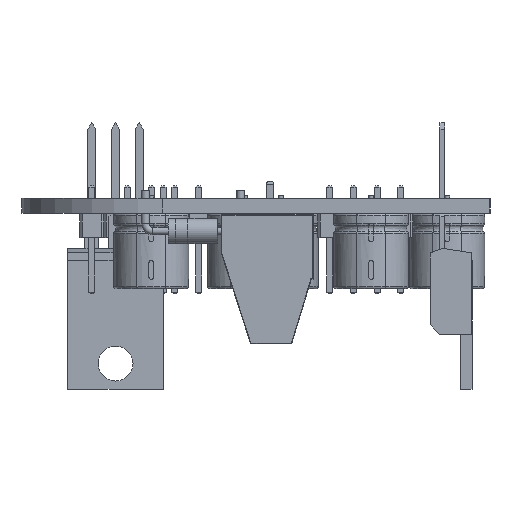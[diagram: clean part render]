
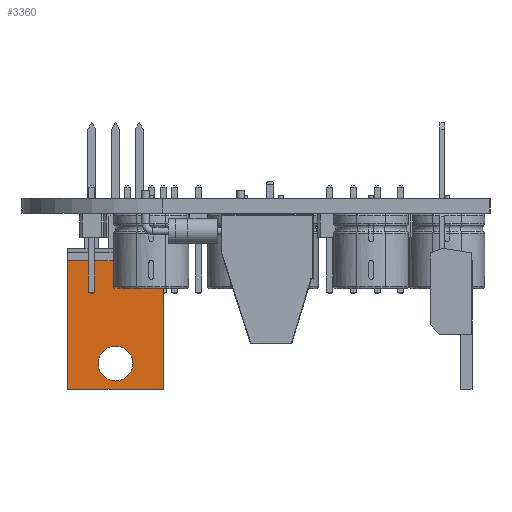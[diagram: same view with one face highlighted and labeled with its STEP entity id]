
A CAD part, left-side view. The second image highlights one B-rep face of the part: STEP entity #3360.
In plain terms, the highlighted face is planar.
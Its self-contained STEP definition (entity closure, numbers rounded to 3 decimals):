
#840 = PLANE('',#841);
#841 = AXIS2_PLACEMENT_3D('',#842,#843,#844);
#842 = CARTESIAN_POINT('',(7.655,3.16,5.));
#843 = DIRECTION('',(1.,0.,0.));
#844 = DIRECTION('',(0.,-1.,0.));
#896 = PLANE('',#897);
#897 = AXIS2_PLACEMENT_3D('',#898,#899,#900);
#898 = CARTESIAN_POINT('',(-2.575,1.89,5.));
#899 = DIRECTION('',(-1.,0.,0.));
#900 = DIRECTION('',(0.,1.,0.));
#973 = PLANE('',#974);
#974 = AXIS2_PLACEMENT_3D('',#975,#976,#977);
#975 = CARTESIAN_POINT('',(-2.575,3.16,5.));
#976 = DIRECTION('',(0.,0.,1.));
#977 = DIRECTION('',(1.,0.,-0.));
#2030 = VERTEX_POINT('',#2031);
#2031 = CARTESIAN_POINT('',(-2.575,3.16,18.775));
#2045 = PLANE('',#2046);
#2046 = AXIS2_PLACEMENT_3D('',#2047,#2048,#2049);
#2047 = CARTESIAN_POINT('',(-2.575,3.16,18.775));
#2048 = DIRECTION('',(0.,0.,1.));
#2049 = DIRECTION('',(1.,0.,-0.));
#2057 = EDGE_CURVE('',#2058,#2030,#2060,.T.);
#2058 = VERTEX_POINT('',#2059);
#2059 = CARTESIAN_POINT('',(-2.575,3.16,5.));
#2060 = SURFACE_CURVE('',#2061,(#2065,#2072),.PCURVE_S1.);
#2061 = LINE('',#2062,#2063);
#2062 = CARTESIAN_POINT('',(-2.575,3.16,5.));
#2063 = VECTOR('',#2064,1.);
#2064 = DIRECTION('',(0.,0.,1.));
#2065 = PCURVE('',#896,#2066);
#2066 = DEFINITIONAL_REPRESENTATION('',(#2067),#2071);
#2067 = LINE('',#2068,#2069);
#2068 = CARTESIAN_POINT('',(1.27,0.));
#2069 = VECTOR('',#2070,1.);
#2070 = DIRECTION('',(0.,-1.));
#2071 = ( GEOMETRIC_REPRESENTATION_CONTEXT(2) 
PARAMETRIC_REPRESENTATION_CONTEXT() REPRESENTATION_CONTEXT('2D SPACE',''
  ) );
#2072 = PCURVE('',#2073,#2078);
#2073 = PLANE('',#2074);
#2074 = AXIS2_PLACEMENT_3D('',#2075,#2076,#2077);
#2075 = CARTESIAN_POINT('',(-2.575,3.16,5.));
#2076 = DIRECTION('',(0.,1.,0.));
#2077 = DIRECTION('',(1.,0.,0.));
#2078 = DEFINITIONAL_REPRESENTATION('',(#2079),#2083);
#2079 = LINE('',#2080,#2081);
#2080 = CARTESIAN_POINT('',(0.,0.));
#2081 = VECTOR('',#2082,1.);
#2082 = DIRECTION('',(0.,-1.));
#2083 = ( GEOMETRIC_REPRESENTATION_CONTEXT(2) 
PARAMETRIC_REPRESENTATION_CONTEXT() REPRESENTATION_CONTEXT('2D SPACE',''
  ) );
#2175 = CYLINDRICAL_SURFACE('',#2176,1.868);
#2176 = AXIS2_PLACEMENT_3D('',#2177,#2178,#2179);
#2177 = CARTESIAN_POINT('',(2.54,1.89,16.005));
#2178 = DIRECTION('',(0.,-1.,0.));
#2179 = DIRECTION('',(1.,0.,0.));
#2191 = VERTEX_POINT('',#2192);
#2192 = CARTESIAN_POINT('',(7.655,3.16,5.));
#2213 = EDGE_CURVE('',#2191,#2214,#2216,.T.);
#2214 = VERTEX_POINT('',#2215);
#2215 = CARTESIAN_POINT('',(7.655,3.16,18.775));
#2216 = SURFACE_CURVE('',#2217,(#2221,#2228),.PCURVE_S1.);
#2217 = LINE('',#2218,#2219);
#2218 = CARTESIAN_POINT('',(7.655,3.16,5.));
#2219 = VECTOR('',#2220,1.);
#2220 = DIRECTION('',(0.,0.,1.));
#2221 = PCURVE('',#840,#2222);
#2222 = DEFINITIONAL_REPRESENTATION('',(#2223),#2227);
#2223 = LINE('',#2224,#2225);
#2224 = CARTESIAN_POINT('',(0.,0.));
#2225 = VECTOR('',#2226,1.);
#2226 = DIRECTION('',(0.,-1.));
#2227 = ( GEOMETRIC_REPRESENTATION_CONTEXT(2) 
PARAMETRIC_REPRESENTATION_CONTEXT() REPRESENTATION_CONTEXT('2D SPACE',''
  ) );
#2228 = PCURVE('',#2073,#2229);
#2229 = DEFINITIONAL_REPRESENTATION('',(#2230),#2234);
#2230 = LINE('',#2231,#2232);
#2231 = CARTESIAN_POINT('',(10.23,0.));
#2232 = VECTOR('',#2233,1.);
#2233 = DIRECTION('',(0.,-1.));
#2234 = ( GEOMETRIC_REPRESENTATION_CONTEXT(2) 
PARAMETRIC_REPRESENTATION_CONTEXT() REPRESENTATION_CONTEXT('2D SPACE',''
  ) );
#2263 = EDGE_CURVE('',#2058,#2191,#2264,.T.);
#2264 = SURFACE_CURVE('',#2265,(#2269,#2276),.PCURVE_S1.);
#2265 = LINE('',#2266,#2267);
#2266 = CARTESIAN_POINT('',(-2.575,3.16,5.));
#2267 = VECTOR('',#2268,1.);
#2268 = DIRECTION('',(1.,0.,0.));
#2269 = PCURVE('',#973,#2270);
#2270 = DEFINITIONAL_REPRESENTATION('',(#2271),#2275);
#2271 = LINE('',#2272,#2273);
#2272 = CARTESIAN_POINT('',(0.,0.));
#2273 = VECTOR('',#2274,1.);
#2274 = DIRECTION('',(1.,0.));
#2275 = ( GEOMETRIC_REPRESENTATION_CONTEXT(2) 
PARAMETRIC_REPRESENTATION_CONTEXT() REPRESENTATION_CONTEXT('2D SPACE',''
  ) );
#2276 = PCURVE('',#2073,#2277);
#2277 = DEFINITIONAL_REPRESENTATION('',(#2278),#2282);
#2278 = LINE('',#2279,#2280);
#2279 = CARTESIAN_POINT('',(0.,0.));
#2280 = VECTOR('',#2281,1.);
#2281 = DIRECTION('',(1.,0.));
#2282 = ( GEOMETRIC_REPRESENTATION_CONTEXT(2) 
PARAMETRIC_REPRESENTATION_CONTEXT() REPRESENTATION_CONTEXT('2D SPACE',''
  ) );
#3360 = ADVANCED_FACE('',(#3361,#3387),#2073,.T.);
#3361 = FACE_BOUND('',#3362,.T.);
#3362 = EDGE_LOOP('',(#3363,#3364,#3385,#3386));
#3363 = ORIENTED_EDGE('',*,*,#2057,.T.);
#3364 = ORIENTED_EDGE('',*,*,#3365,.T.);
#3365 = EDGE_CURVE('',#2030,#2214,#3366,.T.);
#3366 = SURFACE_CURVE('',#3367,(#3371,#3378),.PCURVE_S1.);
#3367 = LINE('',#3368,#3369);
#3368 = CARTESIAN_POINT('',(-2.575,3.16,18.775));
#3369 = VECTOR('',#3370,1.);
#3370 = DIRECTION('',(1.,0.,0.));
#3371 = PCURVE('',#2073,#3372);
#3372 = DEFINITIONAL_REPRESENTATION('',(#3373),#3377);
#3373 = LINE('',#3374,#3375);
#3374 = CARTESIAN_POINT('',(0.,-13.775));
#3375 = VECTOR('',#3376,1.);
#3376 = DIRECTION('',(1.,0.));
#3377 = ( GEOMETRIC_REPRESENTATION_CONTEXT(2) 
PARAMETRIC_REPRESENTATION_CONTEXT() REPRESENTATION_CONTEXT('2D SPACE',''
  ) );
#3378 = PCURVE('',#2045,#3379);
#3379 = DEFINITIONAL_REPRESENTATION('',(#3380),#3384);
#3380 = LINE('',#3381,#3382);
#3381 = CARTESIAN_POINT('',(0.,0.));
#3382 = VECTOR('',#3383,1.);
#3383 = DIRECTION('',(1.,0.));
#3384 = ( GEOMETRIC_REPRESENTATION_CONTEXT(2) 
PARAMETRIC_REPRESENTATION_CONTEXT() REPRESENTATION_CONTEXT('2D SPACE',''
  ) );
#3385 = ORIENTED_EDGE('',*,*,#2213,.F.);
#3386 = ORIENTED_EDGE('',*,*,#2263,.F.);
#3387 = FACE_BOUND('',#3388,.T.);
#3388 = EDGE_LOOP('',(#3389));
#3389 = ORIENTED_EDGE('',*,*,#3390,.T.);
#3390 = EDGE_CURVE('',#3391,#3391,#3393,.T.);
#3391 = VERTEX_POINT('',#3392);
#3392 = CARTESIAN_POINT('',(4.408,3.16,16.005));
#3393 = SURFACE_CURVE('',#3394,(#3399,#3410),.PCURVE_S1.);
#3394 = CIRCLE('',#3395,1.868);
#3395 = AXIS2_PLACEMENT_3D('',#3396,#3397,#3398);
#3396 = CARTESIAN_POINT('',(2.54,3.16,16.005));
#3397 = DIRECTION('',(0.,-1.,0.));
#3398 = DIRECTION('',(1.,0.,0.));
#3399 = PCURVE('',#2073,#3400);
#3400 = DEFINITIONAL_REPRESENTATION('',(#3401),#3409);
#3401 = ( BOUNDED_CURVE() B_SPLINE_CURVE(2,(#3402,#3403,#3404,#3405,
#3406,#3407,#3408),.UNSPECIFIED.,.T.,.F.) B_SPLINE_CURVE_WITH_KNOTS((1,2
    ,2,2,2,1),(-2.094,0.,2.094,4.189,
6.283,8.378),.UNSPECIFIED.) CURVE() 
GEOMETRIC_REPRESENTATION_ITEM() RATIONAL_B_SPLINE_CURVE((1.,0.5,1.,0.5,
1.,0.5,1.)) REPRESENTATION_ITEM('') );
#3402 = CARTESIAN_POINT('',(6.983,-11.005));
#3403 = CARTESIAN_POINT('',(6.983,-14.24));
#3404 = CARTESIAN_POINT('',(4.181,-12.622));
#3405 = CARTESIAN_POINT('',(1.38,-11.005));
#3406 = CARTESIAN_POINT('',(4.181,-9.388));
#3407 = CARTESIAN_POINT('',(6.983,-7.77));
#3408 = CARTESIAN_POINT('',(6.983,-11.005));
#3409 = ( GEOMETRIC_REPRESENTATION_CONTEXT(2) 
PARAMETRIC_REPRESENTATION_CONTEXT() REPRESENTATION_CONTEXT('2D SPACE',''
  ) );
#3410 = PCURVE('',#2175,#3411);
#3411 = DEFINITIONAL_REPRESENTATION('',(#3412),#3416);
#3412 = LINE('',#3413,#3414);
#3413 = CARTESIAN_POINT('',(0.,-1.27));
#3414 = VECTOR('',#3415,1.);
#3415 = DIRECTION('',(1.,0.));
#3416 = ( GEOMETRIC_REPRESENTATION_CONTEXT(2) 
PARAMETRIC_REPRESENTATION_CONTEXT() REPRESENTATION_CONTEXT('2D SPACE',''
  ) );
